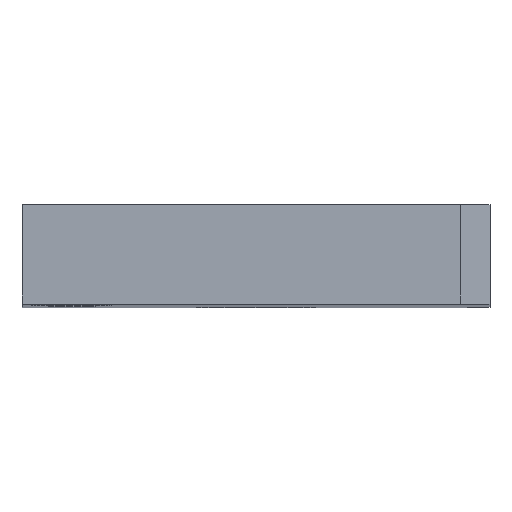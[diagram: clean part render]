
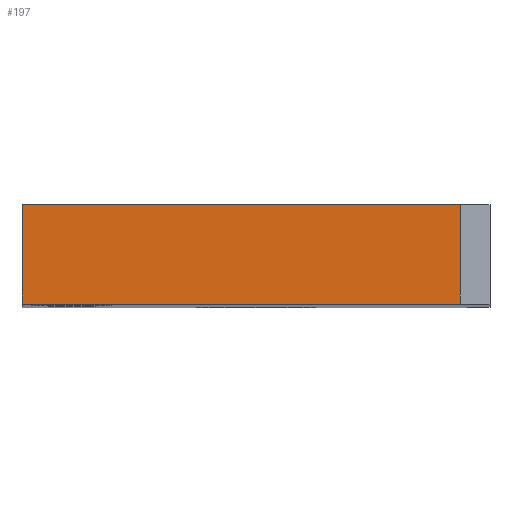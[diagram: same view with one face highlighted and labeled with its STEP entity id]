
A CAD part, top view. The second image highlights one B-rep face of the part: STEP entity #197.
In plain terms, the highlighted planar face has unit normal (0, 0, 1).
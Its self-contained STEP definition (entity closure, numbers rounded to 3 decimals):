
#55 = LINE ( 'NONE', #194, #440 ) ;
#93 = CARTESIAN_POINT ( 'NONE',  ( 20.5, 10., 100. ) ) ;
#114 = LINE ( 'NONE', #706, #980 ) ;
#130 = VECTOR ( 'NONE', #903, 1000. ) ;
#194 = CARTESIAN_POINT ( 'NONE',  ( -23.5, 10., 100. ) ) ;
#196 = VERTEX_POINT ( 'NONE', #316 ) ;
#197 = ADVANCED_FACE ( 'NONE', ( #426 ), #884, .F. ) ;
#310 = EDGE_CURVE ( 'NONE', #490, #196, #55, .T. ) ;
#316 = CARTESIAN_POINT ( 'NONE',  ( -23.5, 0., 100. ) ) ;
#360 = AXIS2_PLACEMENT_3D ( 'NONE', #1259, #1243, #1138 ) ;
#377 = CARTESIAN_POINT ( 'NONE',  ( -23.5, 10., 100. ) ) ;
#426 = FACE_OUTER_BOUND ( 'NONE', #997, .T. ) ;
#440 = VECTOR ( 'NONE', #990, 1000. ) ;
#490 = VERTEX_POINT ( 'NONE', #377 ) ;
#604 = CARTESIAN_POINT ( 'NONE',  ( 20.5, 0., 100. ) ) ;
#706 = CARTESIAN_POINT ( 'NONE',  ( 20.5, 10., 100. ) ) ;
#721 = DIRECTION ( 'NONE',  ( 0., 1., 0. ) ) ;
#782 = CARTESIAN_POINT ( 'NONE',  ( 23.5, 10., 100. ) ) ;
#884 = PLANE ( 'NONE',  #360 ) ;
#900 = ORIENTED_EDGE ( 'NONE', *, *, #1406, .T. ) ;
#903 = DIRECTION ( 'NONE',  ( 1., 0., 0. ) ) ;
#980 = VECTOR ( 'NONE', #721, 1000. ) ;
#985 = VERTEX_POINT ( 'NONE', #93 ) ;
#990 = DIRECTION ( 'NONE',  ( 0., -1., 0. ) ) ;
#997 = EDGE_LOOP ( 'NONE', ( #900, #1156, #1350, #1509 ) ) ;
#1036 = EDGE_CURVE ( 'NONE', #490, #985, #1401, .T. ) ;
#1115 = EDGE_CURVE ( 'NONE', #1229, #985, #114, .T. ) ;
#1138 = DIRECTION ( 'NONE',  ( -1., 0., 0. ) ) ;
#1156 = ORIENTED_EDGE ( 'NONE', *, *, #1115, .T. ) ;
#1229 = VERTEX_POINT ( 'NONE', #604 ) ;
#1243 = DIRECTION ( 'NONE',  ( 0., 0., -1. ) ) ;
#1245 = DIRECTION ( 'NONE',  ( 1., 0., 0. ) ) ;
#1259 = CARTESIAN_POINT ( 'NONE',  ( 23.5, 10., 100. ) ) ;
#1330 = CARTESIAN_POINT ( 'NONE',  ( 23.5, 0., 100. ) ) ;
#1337 = LINE ( 'NONE', #1330, #1487 ) ;
#1350 = ORIENTED_EDGE ( 'NONE', *, *, #1036, .F. ) ;
#1401 = LINE ( 'NONE', #782, #130 ) ;
#1406 = EDGE_CURVE ( 'NONE', #196, #1229, #1337, .T. ) ;
#1487 = VECTOR ( 'NONE', #1245, 1000. ) ;
#1509 = ORIENTED_EDGE ( 'NONE', *, *, #310, .T. ) ;
